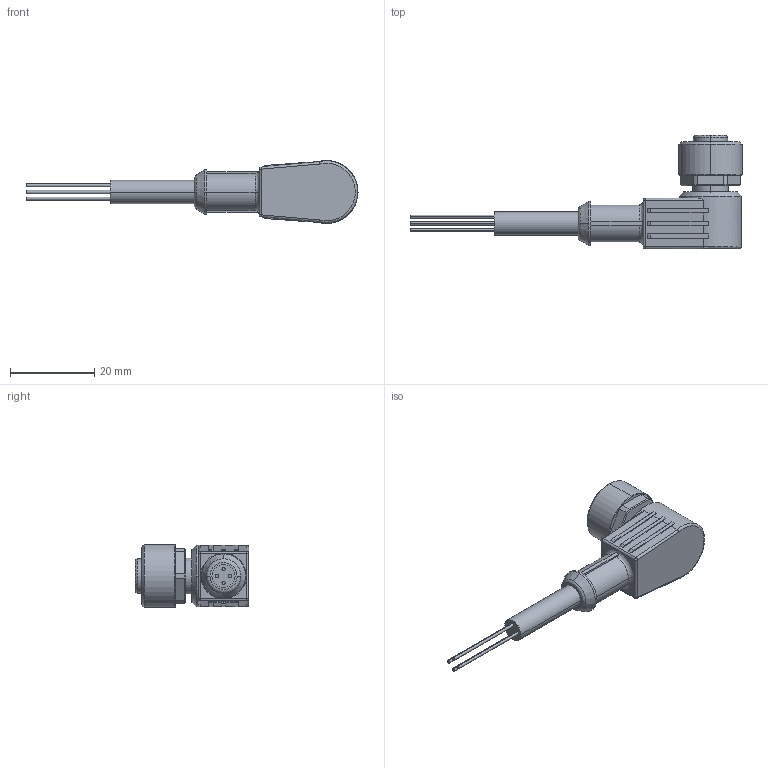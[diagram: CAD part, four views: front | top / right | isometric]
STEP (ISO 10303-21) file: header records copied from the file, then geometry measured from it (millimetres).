
FILE_DESCRIPTION (( 'STEP AP203' ), '1' );
FILE_NAME ('7000-12341-0341000.step', '2022-10-27T12:57:32', ( '' ), ( '' ), 'SwSTEP 2.0', 'SolidWorks 2021', '' );
FILE_SCHEMA (( 'CONFIG_CONTROL_DESIGN' ));
Length unit declared in the file: inch
Products named in the file (1): 7000-12341-0341000
Bounding box: 79 x 27 x 15 mm (x, y, z)
Volume: 6841.4 mm3; surface area: 3804.1 mm2
Topology: 1 solids, 1 shells, 152 faces, 368 edges, 231 vertices
Faces by surface type: plane 65, cylinder 59, cone 17, bspline 11
Entity records: 4956 total; most frequent: CARTESIAN_POINT 1316, DIRECTION 773, ORIENTED_EDGE 728, EDGE_CURVE 364, AXIS2_PLACEMENT_3D 302, VERTEX_POINT 231, EDGE_LOOP 169, VECTOR 169
